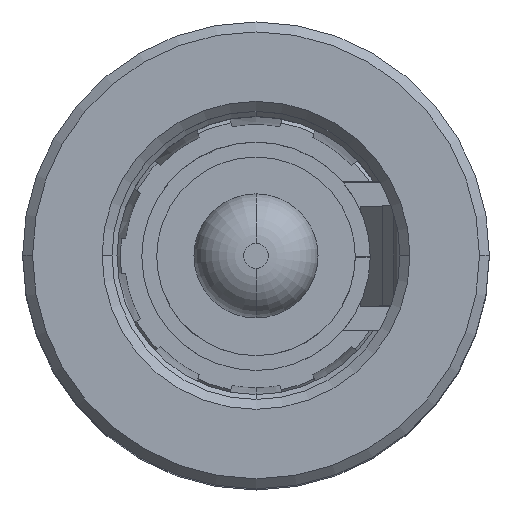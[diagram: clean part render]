
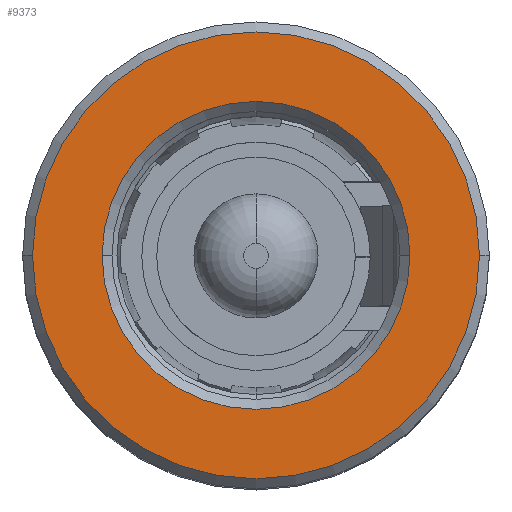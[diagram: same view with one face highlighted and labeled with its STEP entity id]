
A CAD part, top view. The second image highlights one B-rep face of the part: STEP entity #9373.
In plain terms, the highlighted planar face has unit normal (0, 0, 1).
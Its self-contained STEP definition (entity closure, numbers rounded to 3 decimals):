
#437 = EDGE_LOOP ( 'NONE', ( #6984, #3926 ) ) ;
#1145 = AXIS2_PLACEMENT_3D ( 'NONE', #5601, #10450, #4590 ) ;
#1256 = CARTESIAN_POINT ( 'NONE',  ( 4.5, 0., 1. ) ) ;
#1387 = ORIENTED_EDGE ( 'NONE', *, *, #9260, .F. ) ;
#1599 = CIRCLE ( 'NONE', #1145, 4.5 ) ;
#1716 = FACE_OUTER_BOUND ( 'NONE', #437, .T. ) ;
#1870 = AXIS2_PLACEMENT_3D ( 'NONE', #10946, #11034, #12886 ) ;
#2106 = EDGE_LOOP ( 'NONE', ( #7377, #1387 ) ) ;
#2197 = CIRCLE ( 'NONE', #8391, 3.1 ) ;
#2231 = VERTEX_POINT ( 'NONE', #2587 ) ;
#2365 = CARTESIAN_POINT ( 'NONE',  ( 3.1, 0., 1. ) ) ;
#2457 = DIRECTION ( 'NONE',  ( -1., 0., 0. ) ) ;
#2573 = CARTESIAN_POINT ( 'NONE',  ( 0., 0., 1. ) ) ;
#2587 = CARTESIAN_POINT ( 'NONE',  ( -3.1, 0., 1. ) ) ;
#3147 = VERTEX_POINT ( 'NONE', #1256 ) ;
#3629 = EDGE_CURVE ( 'NONE', #8118, #3147, #5133, .T. ) ;
#3780 = EDGE_CURVE ( 'NONE', #7445, #2231, #5448, .T. ) ;
#3926 = ORIENTED_EDGE ( 'NONE', *, *, #6307, .T. ) ;
#4590 = DIRECTION ( 'NONE',  ( 1., 0., 0. ) ) ;
#4997 = AXIS2_PLACEMENT_3D ( 'NONE', #6537, #10551, #2457 ) ;
#5133 = CIRCLE ( 'NONE', #9323, 4.5 ) ;
#5448 = CIRCLE ( 'NONE', #1870, 3.1 ) ;
#5538 = PLANE ( 'NONE',  #4997 ) ;
#5601 = CARTESIAN_POINT ( 'NONE',  ( 0., 0., 1. ) ) ;
#5829 = CARTESIAN_POINT ( 'NONE',  ( -4.5, 0., 1. ) ) ;
#6295 = DIRECTION ( 'NONE',  ( 1., 0., 0. ) ) ;
#6307 = EDGE_CURVE ( 'NONE', #3147, #8118, #1599, .T. ) ;
#6537 = CARTESIAN_POINT ( 'NONE',  ( 0., 0., 1. ) ) ;
#6984 = ORIENTED_EDGE ( 'NONE', *, *, #3629, .T. ) ;
#7368 = CARTESIAN_POINT ( 'NONE',  ( 0., 0., 1. ) ) ;
#7377 = ORIENTED_EDGE ( 'NONE', *, *, #3780, .F. ) ;
#7445 = VERTEX_POINT ( 'NONE', #2365 ) ;
#8118 = VERTEX_POINT ( 'NONE', #5829 ) ;
#8391 = AXIS2_PLACEMENT_3D ( 'NONE', #7368, #9319, #6295 ) ;
#8645 = DIRECTION ( 'NONE',  ( 1., 0., 0. ) ) ;
#8726 = DIRECTION ( 'NONE',  ( 0., 0., 1. ) ) ;
#9260 = EDGE_CURVE ( 'NONE', #2231, #7445, #2197, .T. ) ;
#9319 = DIRECTION ( 'NONE',  ( 0., 0., 1. ) ) ;
#9323 = AXIS2_PLACEMENT_3D ( 'NONE', #2573, #8726, #8645 ) ;
#9373 = ADVANCED_FACE ( 'NONE', ( #10533, #1716 ), #5538, .F. ) ;
#10450 = DIRECTION ( 'NONE',  ( 0., 0., 1. ) ) ;
#10533 = FACE_BOUND ( 'NONE', #2106, .T. ) ;
#10551 = DIRECTION ( 'NONE',  ( 0., 0., -1. ) ) ;
#10946 = CARTESIAN_POINT ( 'NONE',  ( 0., 0., 1. ) ) ;
#11034 = DIRECTION ( 'NONE',  ( 0., 0., 1. ) ) ;
#12886 = DIRECTION ( 'NONE',  ( 1., 0., 0. ) ) ;
